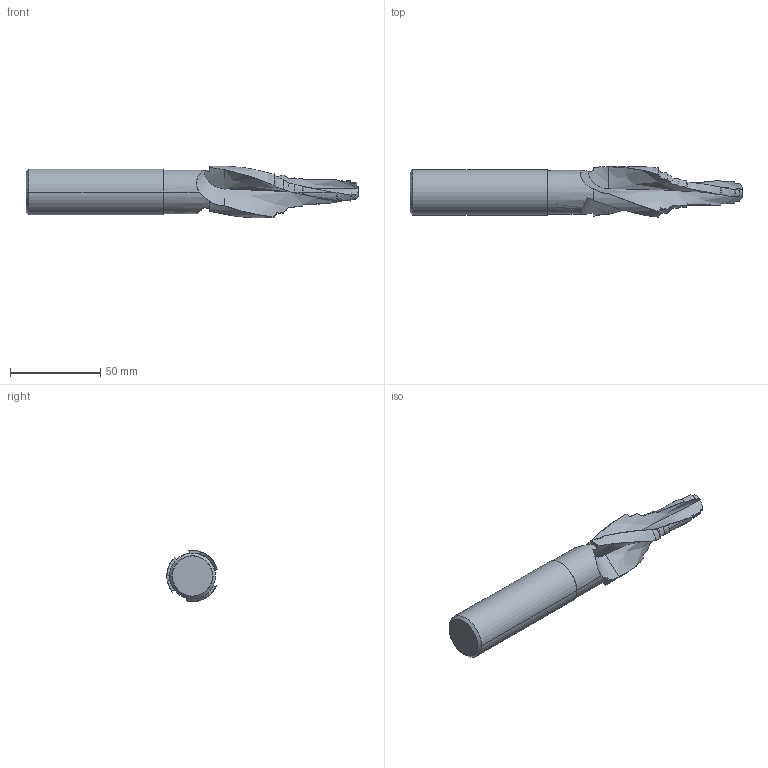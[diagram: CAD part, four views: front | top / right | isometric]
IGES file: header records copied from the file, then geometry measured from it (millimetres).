
Start section: SolidWorks IGES file using analytic representation for surfaces
Global section: file name: T-162-D-HSS.IGS; native system: SolidWorks 2014; preprocessor: SolidWorks 2014; author: Martin; date: 170619.134054; units: inch
Bounding box: 184.15 x 27.98 x 28.5 mm (x, y, z)
Surface area: 15019.1 mm2 (no closed solid volume)
Topology: 0 solids, 0 shells, 74 faces, 870 edges, 866 vertices
Faces by surface type: revolution 59, bspline 15
